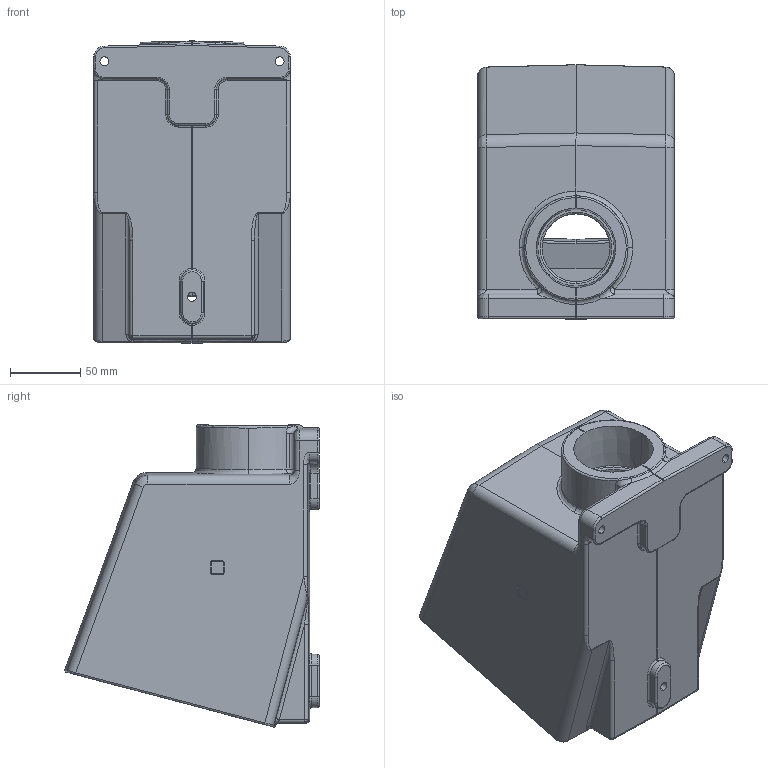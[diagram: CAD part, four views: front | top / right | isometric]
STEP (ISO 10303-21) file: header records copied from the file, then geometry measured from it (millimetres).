
FILE_DESCRIPTION (( 'STEP AP214' ), '1' );
FILE_NAME ('ORB7104-M03 for BX100-M.STEP', '2025-03-14T15:17:26', ( '' ), ( '' ), 'SwSTEP 2.0', 'SolidWorks 2024', '' );
FILE_SCHEMA (( 'AUTOMOTIVE_DESIGN' ));
Products named in the file (1): ORB7104-M03  for BX100-M
Bounding box: 139.7 x 180.81 x 214.73 mm (x, y, z)
Volume: 926180.6 mm3; surface area: 249038.1 mm2
Topology: 1 solids, 1 shells, 906 faces, 2331 edges, 1440 vertices
Faces by surface type: bspline 425, cylinder 245, plane 233, cone 2, torus 1
Entity records: 43947 total; most frequent: CARTESIAN_POINT 24847, ORIENTED_EDGE 4636, DIRECTION 2932, EDGE_CURVE 2318, VERTEX_POINT 1440, LINE 1064, VECTOR 1064, EDGE_LOOP 950
